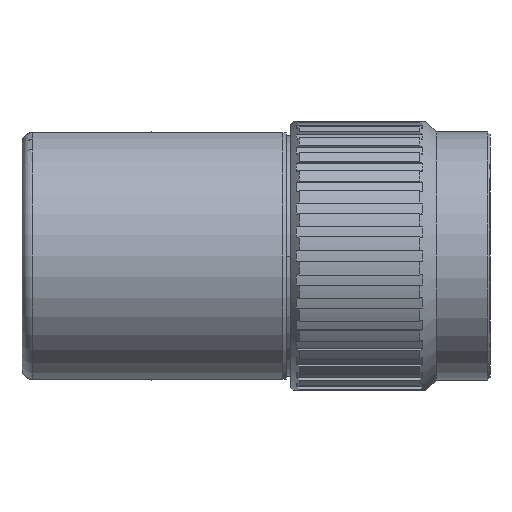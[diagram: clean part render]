
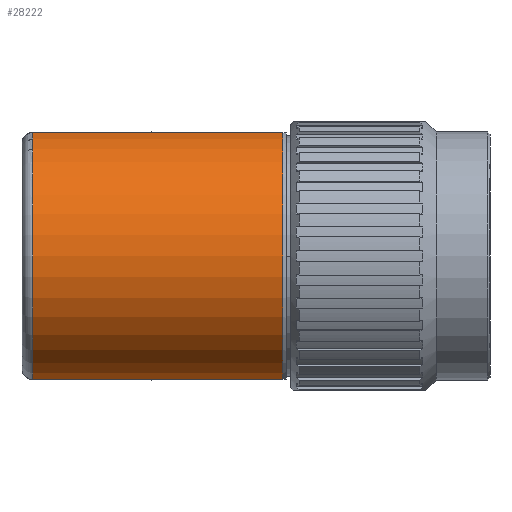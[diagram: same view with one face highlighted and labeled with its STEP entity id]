
A CAD part, left-side view. The second image highlights one B-rep face of the part: STEP entity #28222.
In plain terms, the highlighted cylindrical face has radius 11.75 mm (diameter 23.5 mm), a partial arc.
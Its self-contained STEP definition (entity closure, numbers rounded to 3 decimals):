
#6985=DIRECTION('',(0.,-1.,0.));
#6986=VECTOR('',#6985,23.2);
#6987=CARTESIAN_POINT('',(12.362,11.,-11.45));
#6988=LINE('',#6987,#6986);
#6989=CARTESIAN_POINT('',(15.,11.,0.));
#6990=DIRECTION('',(0.,-1.,0.));
#6991=DIRECTION('',(-0.225,0.,0.974));
#6992=AXIS2_PLACEMENT_3D('',#6989,#6990,#6991);
#6994=DIRECTION('',(0.,1.,0.));
#6995=VECTOR('',#6994,23.2);
#6996=CARTESIAN_POINT('',(12.362,-12.2,11.45));
#6997=LINE('',#6996,#6995);
#7070=CARTESIAN_POINT('',(15.,-12.2,0.));
#7071=DIRECTION('',(0.,1.,0.));
#7072=DIRECTION('',(-0.225,0.,-0.974));
#7073=AXIS2_PLACEMENT_3D('',#7070,#7071,#7072);
#7075=CARTESIAN_POINT('',(12.362,-12.2,11.45));
#7090=CARTESIAN_POINT('',(12.362,-12.2,-11.45));
#17782=VERTEX_POINT('',#7075);
#17785=VERTEX_POINT('',#7090);
#17795=CARTESIAN_POINT('',(12.362,11.,-11.45));
#17797=VERTEX_POINT('',#17795);
#17808=CARTESIAN_POINT('',(12.362,11.,11.45));
#17809=VERTEX_POINT('',#17808);
#28207=CARTESIAN_POINT('',(15.,-21.2,0.));
#28208=DIRECTION('',(0.,1.,0.));
#28209=DIRECTION('',(1.,0.,0.));
#28210=AXIS2_PLACEMENT_3D('',#28207,#28208,#28209);
#28211=CYLINDRICAL_SURFACE('',#28210,11.75);
#28213=ORIENTED_EDGE('',*,*,#28212,.F.);
#28215=ORIENTED_EDGE('',*,*,#28214,.F.);
#28217=ORIENTED_EDGE('',*,*,#28216,.F.);
#28219=ORIENTED_EDGE('',*,*,#28218,.F.);
#28220=EDGE_LOOP('',(#28213,#28215,#28217,#28219));
#28221=FACE_OUTER_BOUND('',#28220,.F.);
#28222=ADVANCED_FACE('',(#28221),#28211,.T.);
#6993=CIRCLE('',#6992,11.75);
#7074=CIRCLE('',#7073,11.75);
#28212=EDGE_CURVE('',#17797,#17785,#6988,.T.);
#28214=EDGE_CURVE('',#17809,#17797,#6993,.T.);
#28216=EDGE_CURVE('',#17782,#17809,#6997,.T.);
#28218=EDGE_CURVE('',#17785,#17782,#7074,.T.);
